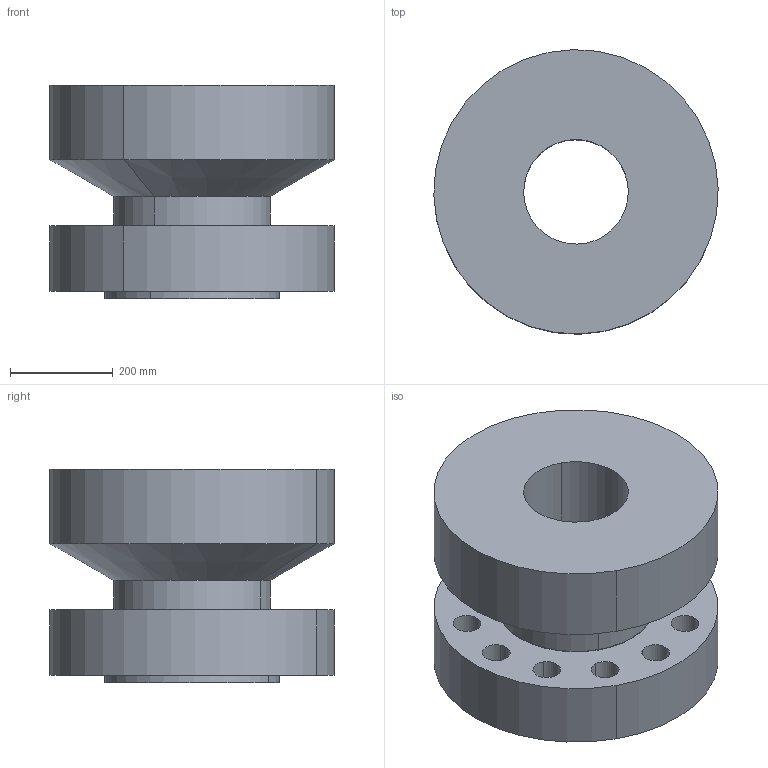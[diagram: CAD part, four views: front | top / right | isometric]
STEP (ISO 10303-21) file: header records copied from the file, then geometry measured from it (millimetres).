
FILE_DESCRIPTION(('3D STEP'),'2;1');
FILE_NAME('8-2500-EB-RTJ-STD-CONN-FLANGE.stp','2013-11-29T08:33:18+00:00',('Texas Flange'),(''),'CATIA Version 5 Release 20 SP 6 (IN-10)','CATIA V5 STEP AP214','800-826-3801');
FILE_SCHEMA(('AUTOMOTIVE_DESIGN { 1 0 10303 214 1 1 1 1 }'));
Length unit declared in the file: inch
Products named in the file (1): 8-2500-EB-RTJ-STD-CONN-FLANGE
Bounding box: 552.3 x 552.3 x 414.35 mm (x, y, z)
Volume: 64006168.9 mm3; surface area: 1799691.4 mm2
Topology: 1 solids, 1 shells, 439 faces, 1236 edges, 820 vertices
Faces by surface type: plane 371, cylinder 54, cone 8, torus 6
Entity records: 16258 total; most frequent: ORIENTED_EDGE 2472, CARTESIAN_POINT 2435, DIRECTION 1992, EDGE_CURVE 1236, VECTOR 1106, LINE 1106, VERTEX_POINT 820, AXIS2_PLACEMENT_3D 509
